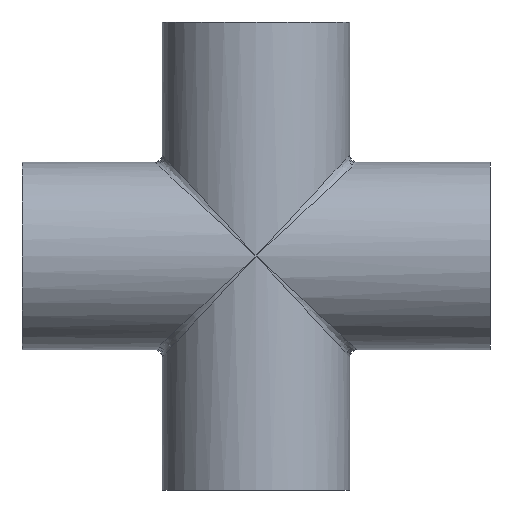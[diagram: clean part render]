
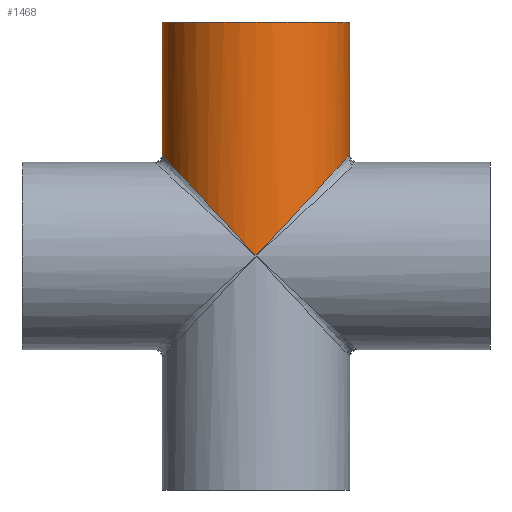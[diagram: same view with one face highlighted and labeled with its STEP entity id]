
A CAD part, front view. The second image highlights one B-rep face of the part: STEP entity #1468.
In plain terms, the highlighted cylindrical face has radius 31.75 mm (diameter 63.5 mm), a partial arc.
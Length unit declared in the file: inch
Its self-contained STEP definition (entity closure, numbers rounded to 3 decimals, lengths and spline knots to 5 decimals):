
#14 = EDGE_CURVE ( 'NONE', #242, #509, #1588, .T. ) ;
#72 = CARTESIAN_POINT ( 'NONE',  ( 1.25, 0., 1.34843 ) ) ;
#117 = DIRECTION ( 'NONE',  ( 0., 0., -1. ) ) ;
#138 = EDGE_CURVE ( 'NONE', #273, #1395, #915, .T. ) ;
#220 = ORIENTED_EDGE ( 'NONE', *, *, #14, .F. ) ;
#242 = VERTEX_POINT ( 'NONE', #1247 ) ;
#273 = VERTEX_POINT ( 'NONE', #491 ) ;
#280 = CARTESIAN_POINT ( 'NONE',  ( 0., -1.25, 0. ) ) ;
#297 = CARTESIAN_POINT ( 'NONE',  ( -1.25, -0.73223, 1.34843 ) ) ;
#418 = CARTESIAN_POINT ( 'NONE',  ( -0.73223, -1.25, 0.78989 ) ) ;
#422 = DIRECTION ( 'NONE',  ( 1., 0., 0. ) ) ;
#424 = CARTESIAN_POINT ( 'NONE',  ( 0., -1.25, 0. ) ) ;
#425 = VERTEX_POINT ( 'NONE', #1033 ) ;
#491 = CARTESIAN_POINT ( 'NONE',  ( -1.25, 0., 1.34843 ) ) ;
#509 = VERTEX_POINT ( 'NONE', #924 ) ;
#557 = CARTESIAN_POINT ( 'NONE',  ( -1.25, 0., 1.34843 ) ) ;
#577 = CARTESIAN_POINT ( 'NONE',  ( 0.73223, -1.25, 0.78989 ) ) ;
#651 = CARTESIAN_POINT ( 'NONE',  ( 1.25, 0., 3.12598 ) ) ;
#659 = LINE ( 'NONE', #882, #1029 ) ;
#671 = ORIENTED_EDGE ( 'NONE', *, *, #808, .T. ) ;
#741 = EDGE_CURVE ( 'NONE', #242, #273, #659, .T. ) ;
#782 = ORIENTED_EDGE ( 'NONE', *, *, #138, .T. ) ;
#808 = EDGE_CURVE ( 'NONE', #1395, #425, #1025, .T. ) ;
#833 = CARTESIAN_POINT ( 'NONE',  ( 0., -1.25, 0. ) ) ;
#882 = CARTESIAN_POINT ( 'NONE',  ( -1.25, 0., 3.12598 ) ) ;
#889 = DIRECTION ( 'NONE',  ( -1., 0., 0. ) ) ;
#915 =( BOUNDED_CURVE ( )  B_SPLINE_CURVE ( 3, ( #557, #297, #418, #424 ),
 .UNSPECIFIED., .F., .F. ) 
 B_SPLINE_CURVE_WITH_KNOTS ( ( 4, 4 ),
 ( 0., 1.5708 ),
 .UNSPECIFIED. ) 
 CURVE ( )  GEOMETRIC_REPRESENTATION_ITEM ( )  RATIONAL_B_SPLINE_CURVE ( ( 1., 0.805, 0.805, 1. ) ) 
 REPRESENTATION_ITEM ( '' )  );
#924 = CARTESIAN_POINT ( 'NONE',  ( 1.25, 0., 3.12598 ) ) ;
#1025 =( BOUNDED_CURVE ( )  B_SPLINE_CURVE ( 3, ( #833, #577, #1101, #72 ),
 .UNSPECIFIED., .F., .T. ) 
 B_SPLINE_CURVE_WITH_KNOTS ( ( 4, 4 ),
 ( 1.5708, 3.14159 ),
 .UNSPECIFIED. ) 
 CURVE ( )  GEOMETRIC_REPRESENTATION_ITEM ( )  RATIONAL_B_SPLINE_CURVE ( ( 1., 0.805, 0.805, 1. ) ) 
 REPRESENTATION_ITEM ( '' )  );
#1028 = CYLINDRICAL_SURFACE ( 'NONE', #1633, 1.25 ) ;
#1029 = VECTOR ( 'NONE', #1044, 39.37008 ) ;
#1033 = CARTESIAN_POINT ( 'NONE',  ( 1.25, 0., 1.34843 ) ) ;
#1044 = DIRECTION ( 'NONE',  ( 0., 0., -1. ) ) ;
#1068 = ORIENTED_EDGE ( 'NONE', *, *, #1346, .F. ) ;
#1078 = ORIENTED_EDGE ( 'NONE', *, *, #741, .T. ) ;
#1087 = VECTOR ( 'NONE', #117, 39.37008 ) ;
#1101 = CARTESIAN_POINT ( 'NONE',  ( 1.25, -0.73223, 1.34843 ) ) ;
#1135 = DIRECTION ( 'NONE',  ( 0., 0., -1. ) ) ;
#1175 = CARTESIAN_POINT ( 'NONE',  ( 0., 0., 3.12598 ) ) ;
#1184 = DIRECTION ( 'NONE',  ( 0., 0., 1. ) ) ;
#1247 = CARTESIAN_POINT ( 'NONE',  ( -1.25, 0., 3.12598 ) ) ;
#1302 = LINE ( 'NONE', #651, #1087 ) ;
#1312 = EDGE_LOOP ( 'NONE', ( #1068, #220, #1078, #782, #671 ) ) ;
#1341 = FACE_OUTER_BOUND ( 'NONE', #1312, .T. ) ;
#1346 = EDGE_CURVE ( 'NONE', #509, #425, #1302, .T. ) ;
#1395 = VERTEX_POINT ( 'NONE', #280 ) ;
#1468 = ADVANCED_FACE ( 'NONE', ( #1341 ), #1028, .T. ) ;
#1588 = CIRCLE ( 'NONE', #1595, 1.25 ) ;
#1595 = AXIS2_PLACEMENT_3D ( 'NONE', #1175, #1184, #422 ) ;
#1633 = AXIS2_PLACEMENT_3D ( 'NONE', #1635, #1135, #889 ) ;
#1635 = CARTESIAN_POINT ( 'NONE',  ( 0., 0., 3.12598 ) ) ;
